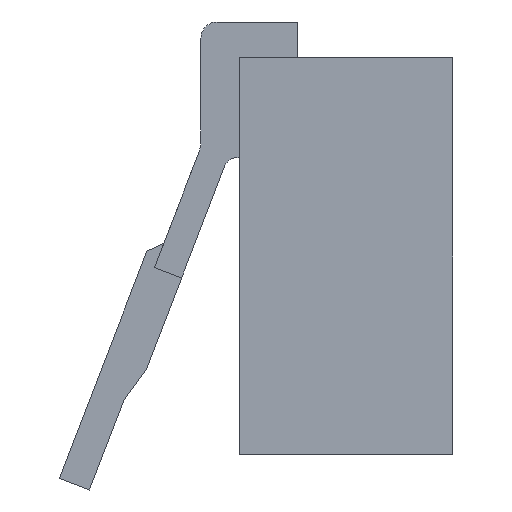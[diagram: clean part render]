
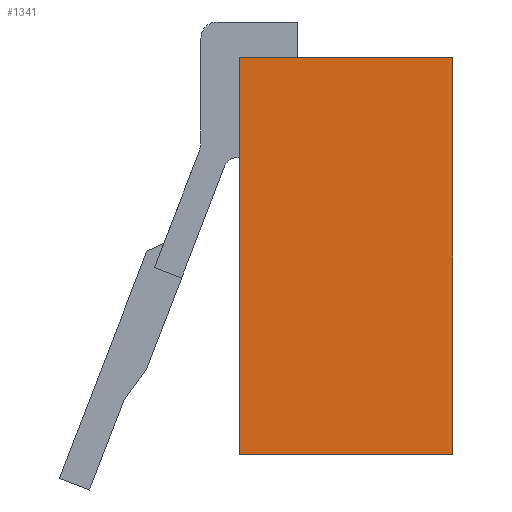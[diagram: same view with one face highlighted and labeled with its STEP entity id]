
A CAD part, left-side view. The second image highlights one B-rep face of the part: STEP entity #1341.
In plain terms, the highlighted planar face has unit normal (-1, 0, 0).
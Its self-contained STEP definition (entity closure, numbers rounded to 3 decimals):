
#35 = LINE ( 'NONE', #207, #1551 ) ;
#85 = VECTOR ( 'NONE', #164, 1000. ) ;
#164 = DIRECTION ( 'NONE',  ( 0., -1., 0. ) ) ;
#207 = CARTESIAN_POINT ( 'NONE',  ( -4.8, 6.6, -6.15 ) ) ;
#265 = CARTESIAN_POINT ( 'NONE',  ( -4.8, 6.6, -6.15 ) ) ;
#273 = DIRECTION ( 'NONE',  ( 1., 0., 0. ) ) ;
#288 = CARTESIAN_POINT ( 'NONE',  ( -4.8, 6.6, 6.15 ) ) ;
#290 = ORIENTED_EDGE ( 'NONE', *, *, #1806, .F. ) ;
#363 = VECTOR ( 'NONE', #471, 1000. ) ;
#402 = FACE_OUTER_BOUND ( 'NONE', #919, .T. ) ;
#418 = LINE ( 'NONE', #1361, #1123 ) ;
#471 = DIRECTION ( 'NONE',  ( 0., 0., 1. ) ) ;
#473 = DIRECTION ( 'NONE',  ( 0., -1., 0. ) ) ;
#478 = ORIENTED_EDGE ( 'NONE', *, *, #1916, .T. ) ;
#661 = CARTESIAN_POINT ( 'NONE',  ( -4.8, 0., 6.15 ) ) ;
#728 = CARTESIAN_POINT ( 'NONE',  ( -4.8, 6.6, 6.15 ) ) ;
#797 = ORIENTED_EDGE ( 'NONE', *, *, #1924, .T. ) ;
#799 = PLANE ( 'NONE',  #1419 ) ;
#859 = CARTESIAN_POINT ( 'NONE',  ( -4.8, 6.6, 6.15 ) ) ;
#919 = EDGE_LOOP ( 'NONE', ( #478, #290, #1562, #797 ) ) ;
#1103 = CARTESIAN_POINT ( 'NONE',  ( -4.8, 6.6, 6.15 ) ) ;
#1123 = VECTOR ( 'NONE', #1512, 1000. ) ;
#1139 = CARTESIAN_POINT ( 'NONE',  ( -4.8, 0., -6.15 ) ) ;
#1274 = DIRECTION ( 'NONE',  ( 0., 0., -1. ) ) ;
#1289 = LINE ( 'NONE', #288, #85 ) ;
#1303 = VERTEX_POINT ( 'NONE', #661 ) ;
#1341 = ADVANCED_FACE ( 'NONE', ( #402 ), #799, .F. ) ;
#1361 = CARTESIAN_POINT ( 'NONE',  ( -4.8, 0., 6.15 ) ) ;
#1419 = AXIS2_PLACEMENT_3D ( 'NONE', #1103, #273, #1274 ) ;
#1471 = VERTEX_POINT ( 'NONE', #1139 ) ;
#1512 = DIRECTION ( 'NONE',  ( 0., 0., 1. ) ) ;
#1535 = LINE ( 'NONE', #728, #363 ) ;
#1551 = VECTOR ( 'NONE', #473, 1000. ) ;
#1562 = ORIENTED_EDGE ( 'NONE', *, *, #1863, .F. ) ;
#1593 = VERTEX_POINT ( 'NONE', #859 ) ;
#1675 = VERTEX_POINT ( 'NONE', #265 ) ;
#1806 = EDGE_CURVE ( 'NONE', #1593, #1303, #1289, .T. ) ;
#1863 = EDGE_CURVE ( 'NONE', #1675, #1593, #1535, .T. ) ;
#1916 = EDGE_CURVE ( 'NONE', #1471, #1303, #418, .T. ) ;
#1924 = EDGE_CURVE ( 'NONE', #1675, #1471, #35, .T. ) ;
